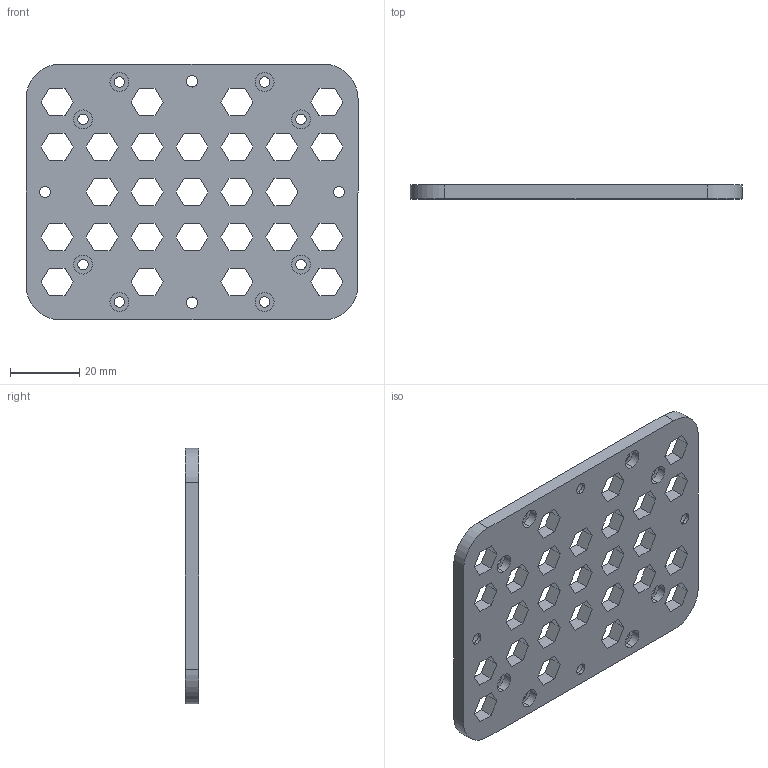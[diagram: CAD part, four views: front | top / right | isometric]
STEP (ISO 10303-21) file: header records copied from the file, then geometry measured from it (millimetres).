
FILE_DESCRIPTION (( 'STEP AP203' ), '1' );
FILE_NAME ('菁啣.STEP', '2022-03-21T03:36:07', ( '攣夔' ), ( '' ), 'SwSTEP 2.0', 'SolidWorks 2019', '' );
FILE_SCHEMA (( 'CONFIG_CONTROL_DESIGN' ));
Length unit declared in the file: millimetre
Products named in the file (1): 菁啣
Bounding box: 96 x 4 x 74 mm (x, y, z)
Volume: 21153.2 mm3; surface area: 15872.5 mm2
Topology: 1 solids, 1 shells, 232 faces, 654 edges, 436 vertices
Faces by surface type: plane 180, cylinder 52
Entity records: 7675 total; most frequent: CARTESIAN_POINT 1323, ORIENTED_EDGE 1308, DIRECTION 1224, EDGE_CURVE 654, LINE 550, VECTOR 550, VERTEX_POINT 436, AXIS2_PLACEMENT_3D 337
